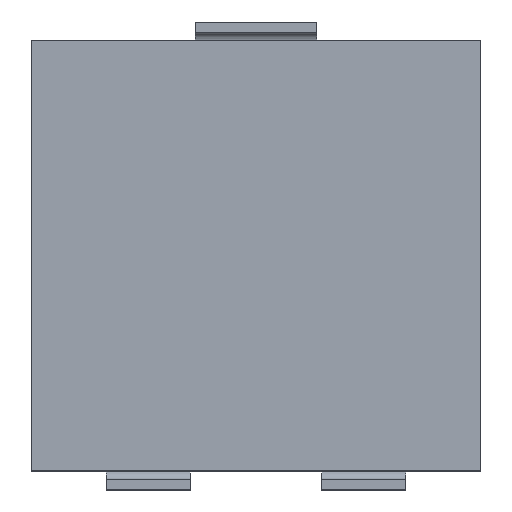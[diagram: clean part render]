
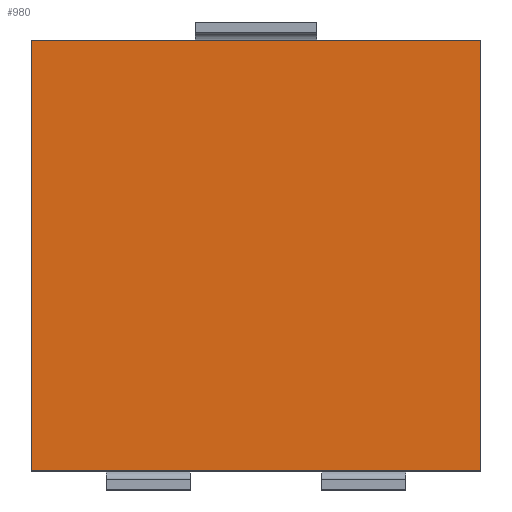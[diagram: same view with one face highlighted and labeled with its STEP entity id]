
A CAD part, top view. The second image highlights one B-rep face of the part: STEP entity #980.
In plain terms, the highlighted planar face has unit normal (0, 0, 1).
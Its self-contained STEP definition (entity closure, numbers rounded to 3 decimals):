
#479 = VERTEX_POINT('',#480);
#480 = CARTESIAN_POINT('',(-2.4,-2.3,3.7));
#486 = EDGE_CURVE('',#487,#479,#489,.T.);
#487 = VERTEX_POINT('',#488);
#488 = CARTESIAN_POINT('',(-2.4,2.3,3.7));
#489 = LINE('',#490,#491);
#490 = CARTESIAN_POINT('',(-2.4,2.3,3.7));
#491 = VECTOR('',#492,1.);
#492 = DIRECTION('',(0.,-1.,0.));
#521 = EDGE_CURVE('',#522,#487,#524,.T.);
#522 = VERTEX_POINT('',#523);
#523 = CARTESIAN_POINT('',(2.4,2.3,3.7));
#524 = LINE('',#525,#526);
#525 = CARTESIAN_POINT('',(2.4,2.3,3.7));
#526 = VECTOR('',#527,1.);
#527 = DIRECTION('',(-1.,0.,0.));
#545 = VERTEX_POINT('',#546);
#546 = CARTESIAN_POINT('',(2.4,-2.3,3.7));
#552 = EDGE_CURVE('',#479,#545,#553,.T.);
#553 = LINE('',#554,#555);
#554 = CARTESIAN_POINT('',(-2.4,-2.3,3.7));
#555 = VECTOR('',#556,1.);
#556 = DIRECTION('',(1.,0.,0.));
#569 = EDGE_CURVE('',#545,#522,#570,.T.);
#570 = LINE('',#571,#572);
#571 = CARTESIAN_POINT('',(2.4,-2.3,3.7));
#572 = VECTOR('',#573,1.);
#573 = DIRECTION('',(0.,1.,0.));
#980 = ADVANCED_FACE('',(#981),#987,.T.);
#981 = FACE_BOUND('',#982,.T.);
#982 = EDGE_LOOP('',(#983,#984,#985,#986));
#983 = ORIENTED_EDGE('',*,*,#486,.T.);
#984 = ORIENTED_EDGE('',*,*,#552,.T.);
#985 = ORIENTED_EDGE('',*,*,#569,.T.);
#986 = ORIENTED_EDGE('',*,*,#521,.T.);
#987 = PLANE('',#988);
#988 = AXIS2_PLACEMENT_3D('',#989,#990,#991);
#989 = CARTESIAN_POINT('',(0.,2.3,3.7));
#990 = DIRECTION('',(0.,0.,1.));
#991 = DIRECTION('',(1.,0.,0.));
